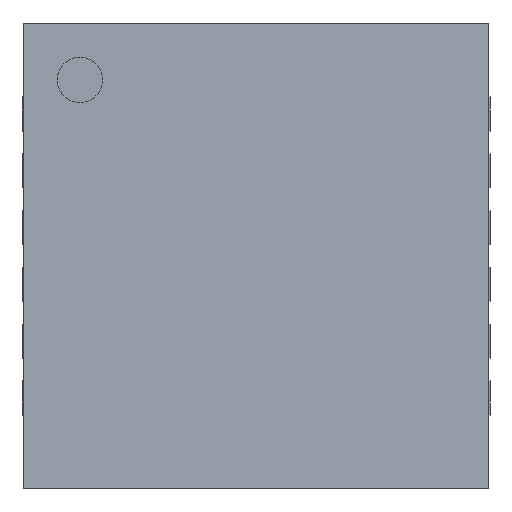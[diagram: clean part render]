
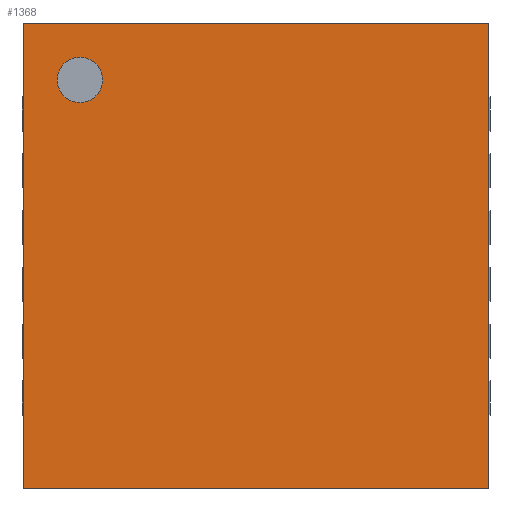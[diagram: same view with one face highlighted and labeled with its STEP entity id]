
A CAD part, front view. The second image highlights one B-rep face of the part: STEP entity #1368.
In plain terms, the highlighted planar face has unit normal (0, -1, 0).
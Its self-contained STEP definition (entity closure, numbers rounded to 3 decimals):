
#191 = VERTEX_POINT('',#192);
#192 = CARTESIAN_POINT('',(-2.05,-0.8,-2.05));
#200 = EDGE_CURVE('',#191,#201,#203,.T.);
#201 = VERTEX_POINT('',#202);
#202 = CARTESIAN_POINT('',(-2.05,-0.8,2.05));
#203 = LINE('',#204,#205);
#204 = CARTESIAN_POINT('',(-2.05,-0.8,-2.05));
#205 = VECTOR('',#206,1.);
#206 = DIRECTION('',(0.,0.,1.));
#840 = VERTEX_POINT('',#841);
#841 = CARTESIAN_POINT('',(2.05,-0.8,-2.05));
#847 = EDGE_CURVE('',#840,#191,#848,.T.);
#848 = LINE('',#849,#850);
#849 = CARTESIAN_POINT('',(1.05,-0.8,-2.05));
#850 = VECTOR('',#851,1.);
#851 = DIRECTION('',(-1.,0.,0.));
#1349 = EDGE_CURVE('',#201,#1350,#1352,.T.);
#1350 = VERTEX_POINT('',#1351);
#1351 = CARTESIAN_POINT('',(2.05,-0.8,2.05));
#1352 = LINE('',#1353,#1354);
#1353 = CARTESIAN_POINT('',(-2.05,-0.8,2.05));
#1354 = VECTOR('',#1355,1.);
#1355 = DIRECTION('',(1.,0.,0.));
#1368 = ADVANCED_FACE('',(#1369,#1389),#1400,.T.);
#1369 = FACE_BOUND('',#1370,.T.);
#1370 = EDGE_LOOP('',(#1371,#1382));
#1371 = ORIENTED_EDGE('',*,*,#1372,.T.);
#1372 = EDGE_CURVE('',#1373,#1375,#1377,.T.);
#1373 = VERTEX_POINT('',#1374);
#1374 = CARTESIAN_POINT('',(-1.55,-0.8,1.75));
#1375 = VERTEX_POINT('',#1376);
#1376 = CARTESIAN_POINT('',(-1.55,-0.8,1.35));
#1377 = CIRCLE('',#1378,0.2);
#1378 = AXIS2_PLACEMENT_3D('',#1379,#1380,#1381);
#1379 = CARTESIAN_POINT('',(-1.55,-0.8,1.55));
#1380 = DIRECTION('',(0.,1.,0.));
#1381 = DIRECTION('',(0.,0.,1.));
#1382 = ORIENTED_EDGE('',*,*,#1383,.T.);
#1383 = EDGE_CURVE('',#1375,#1373,#1384,.T.);
#1384 = CIRCLE('',#1385,0.2);
#1385 = AXIS2_PLACEMENT_3D('',#1386,#1387,#1388);
#1386 = CARTESIAN_POINT('',(-1.55,-0.8,1.55));
#1387 = DIRECTION('',(0.,1.,0.));
#1388 = DIRECTION('',(0.,0.,1.));
#1389 = FACE_BOUND('',#1390,.T.);
#1390 = EDGE_LOOP('',(#1391,#1392,#1393,#1394));
#1391 = ORIENTED_EDGE('',*,*,#1349,.F.);
#1392 = ORIENTED_EDGE('',*,*,#200,.F.);
#1393 = ORIENTED_EDGE('',*,*,#847,.F.);
#1394 = ORIENTED_EDGE('',*,*,#1395,.F.);
#1395 = EDGE_CURVE('',#1350,#840,#1396,.T.);
#1396 = LINE('',#1397,#1398);
#1397 = CARTESIAN_POINT('',(2.05,-0.8,2.05));
#1398 = VECTOR('',#1399,1.);
#1399 = DIRECTION('',(0.,0.,-1.));
#1400 = PLANE('',#1401);
#1401 = AXIS2_PLACEMENT_3D('',#1402,#1403,#1404);
#1402 = CARTESIAN_POINT('',(-2.05,-0.8,2.05));
#1403 = DIRECTION('',(0.,-1.,0.));
#1404 = DIRECTION('',(0.,0.,-1.));
